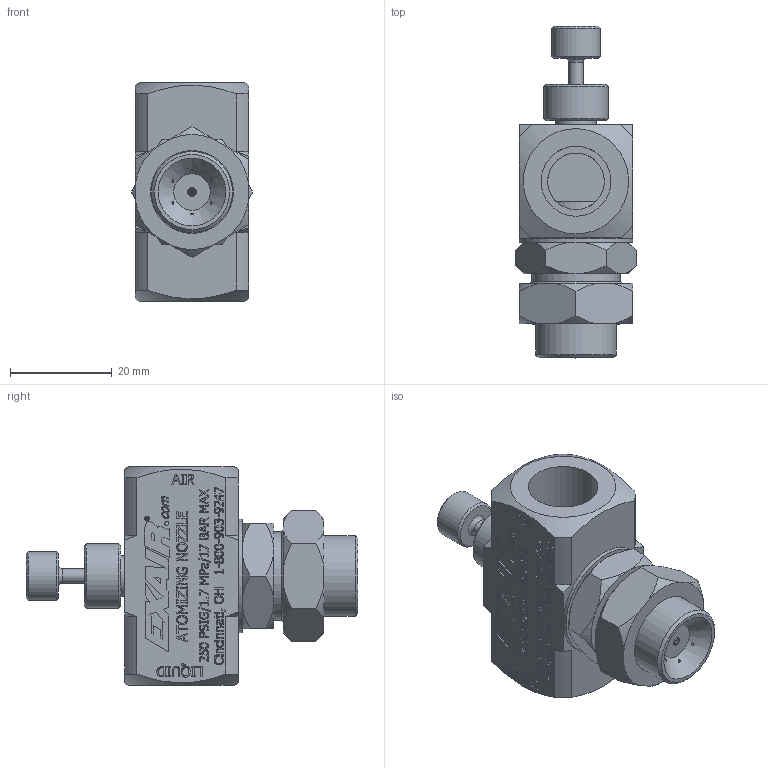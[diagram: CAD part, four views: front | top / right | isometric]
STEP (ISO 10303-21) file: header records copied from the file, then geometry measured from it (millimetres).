
FILE_DESCRIPTION((''),'2;1');
FILE_NAME('ER1010SS ASSEMBLED.stp','2012-02-09T09:14:24',('Ryan Longshore'),(''),'Autodesk Inventor 2012','Autodesk Inventor 2012','');
FILE_SCHEMA(('AUTOMOTIVE_DESIGN { 1 0 10303 214 1 1 1 1 }'));
Length unit declared in the file: inch
Products named in the file (9): ER1010SS ASSEMBLED; 901125; 901130; AS 568 AxialInternal Pressure DASH # 011; 901133-10; 901203-R10; 901135; 901136; 901137
Assembly tree (8 placements, depth 2):
  ER1010SS ASSEMBLED
    901125
    901130
    AS 568 AxialInternal Pressure DASH # 011
    901133-10
    901203-R10
    901135
    901136
    901137
Bounding box: 23.83 x 65.09 x 42.86 mm (x, y, z)
Volume: 23464 mm3; surface area: 15080 mm2
Topology: 8 solids, 8 shells, 1420 faces, 3808 edges, 2525 vertices
Faces by surface type: plane 833, bspline 444, cone 70, cylinder 70, torus 3
Full cylindrical faces by diameter (mm): 0.457 x1, 0.508 x6, 1.27 x1, 1.702 x1, 2.057 x3, 2.362 x6, 2.381 x8, 2.794 x2, 3.556 x1, 4.143 x1, 4.166 x1, 4.775 x1, 5.556 x1, 7.937 x1, 7.938 x2, 9.525 x7, 10.16 x1, 11.113 x2, 12.7 x3, 13.462 x1, 13.64 x1, 13.716 x2, 15.875 x1, 16.256 x1, 17.277 x1, 17.399 x1, 17.463 x2, 19.05 x2, 22.225 x1
Entity records: 46590 total; most frequent: CARTESIAN_POINT 14431, ORIENTED_EDGE 7350, DIRECTION 4868, EDGE_CURVE 3675, VECTOR 2496, LINE 2496, VERTEX_POINT 2495, EDGE_LOOP 1696
